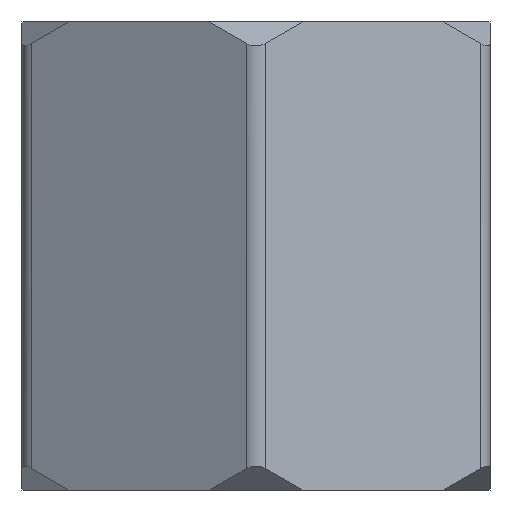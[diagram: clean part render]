
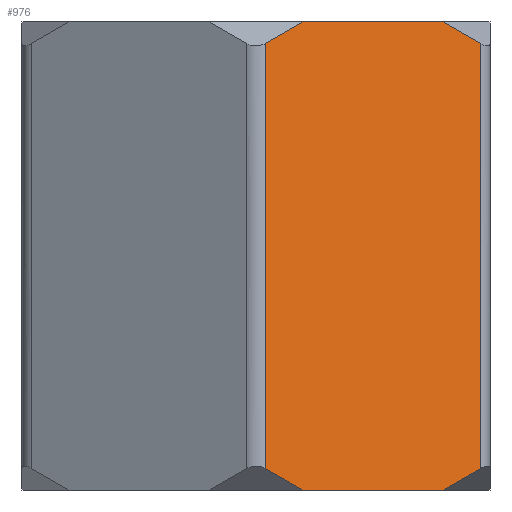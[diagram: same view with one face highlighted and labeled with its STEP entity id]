
A CAD part, left-side view. The second image highlights one B-rep face of the part: STEP entity #976.
In plain terms, the highlighted planar face has unit normal (-0.866, -0.5, 0).
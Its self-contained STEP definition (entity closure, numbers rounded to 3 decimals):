
#21=PLANE('',#1047);
#74=FACE_OUTER_BOUND('',#126,.T.);
#126=EDGE_LOOP('',(#715,#716,#717,#718,#719,#720,#721,#722));
#238=LINE('',#2021,#318);
#239=LINE('',#2024,#319);
#240=LINE('',#2026,#320);
#241=LINE('',#2028,#321);
#242=LINE('',#2030,#322);
#243=LINE('',#2032,#323);
#244=LINE('',#2034,#324);
#245=LINE('',#2035,#325);
#318=VECTOR('',#1160,10.);
#319=VECTOR('',#1163,10.);
#320=VECTOR('',#1164,10.);
#321=VECTOR('',#1165,10.);
#322=VECTOR('',#1166,10.);
#323=VECTOR('',#1167,10.);
#324=VECTOR('',#1168,10.);
#325=VECTOR('',#1169,10.);
#427=VERTEX_POINT('',#2014);
#430=VERTEX_POINT('',#2019);
#431=VERTEX_POINT('',#2023);
#432=VERTEX_POINT('',#2025);
#433=VERTEX_POINT('',#2027);
#434=VERTEX_POINT('',#2029);
#435=VERTEX_POINT('',#2031);
#436=VERTEX_POINT('',#2033);
#547=EDGE_CURVE('',#430,#427,#238,.T.);
#548=EDGE_CURVE('',#431,#430,#239,.T.);
#549=EDGE_CURVE('',#431,#432,#240,.T.);
#550=EDGE_CURVE('',#433,#432,#241,.T.);
#551=EDGE_CURVE('',#434,#433,#242,.T.);
#552=EDGE_CURVE('',#434,#435,#243,.T.);
#553=EDGE_CURVE('',#436,#435,#244,.T.);
#554=EDGE_CURVE('',#436,#427,#245,.T.);
#715=ORIENTED_EDGE('',*,*,#547,.F.);
#716=ORIENTED_EDGE('',*,*,#548,.F.);
#717=ORIENTED_EDGE('',*,*,#549,.T.);
#718=ORIENTED_EDGE('',*,*,#550,.F.);
#719=ORIENTED_EDGE('',*,*,#551,.F.);
#720=ORIENTED_EDGE('',*,*,#552,.T.);
#721=ORIENTED_EDGE('',*,*,#553,.F.);
#722=ORIENTED_EDGE('',*,*,#554,.T.);
#976=ADVANCED_FACE('',(#74),#21,.T.);
#1047=AXIS2_PLACEMENT_3D('',#2022,#1161,#1162);
#1160=DIRECTION('',(0.,0.,1.));
#1161=DIRECTION('center_axis',(-0.866,-0.5,0.));
#1162=DIRECTION('ref_axis',(0.5,-0.866,0.));
#1163=DIRECTION('',(-0.447,0.775,0.447));
#1164=DIRECTION('',(0.5,-0.866,0.));
#1165=DIRECTION('',(-0.447,0.775,-0.447));
#1166=DIRECTION('',(0.,0.,-1.));
#1167=DIRECTION('',(-0.447,0.775,0.447));
#1168=DIRECTION('',(0.5,-0.866,0.));
#1169=DIRECTION('',(-0.447,0.775,-0.447));
#2014=CARTESIAN_POINT('',(-2.829,-0.1,2.271));
#2019=CARTESIAN_POINT('',(-2.829,-0.1,-2.271));
#2021=CARTESIAN_POINT('',(-2.829,-0.1,0.));
#2022=CARTESIAN_POINT('Origin',(-2.887,0.,
0.));
#2023=CARTESIAN_POINT('',(-2.6,-0.497,-2.5));
#2024=CARTESIAN_POINT('',(-2.964,0.134,-2.136));
#2025=CARTESIAN_POINT('',(-1.73,-2.003,-2.5));
#2026=CARTESIAN_POINT('',(-2.887,0.,-2.5));
#2027=CARTESIAN_POINT('',(-1.501,-2.4,-2.271));
#2028=CARTESIAN_POINT('',(-1.77,-1.934,-2.54));
#2029=CARTESIAN_POINT('',(-1.501,-2.4,2.271));
#2030=CARTESIAN_POINT('',(-1.501,-2.4,0.));
#2031=CARTESIAN_POINT('',(-1.73,-2.003,2.5));
#2032=CARTESIAN_POINT('',(-1.77,-1.934,2.54));
#2033=CARTESIAN_POINT('',(-2.6,-0.497,2.5));
#2034=CARTESIAN_POINT('',(-2.887,0.,2.5));
#2035=CARTESIAN_POINT('',(-2.964,0.134,2.136));
